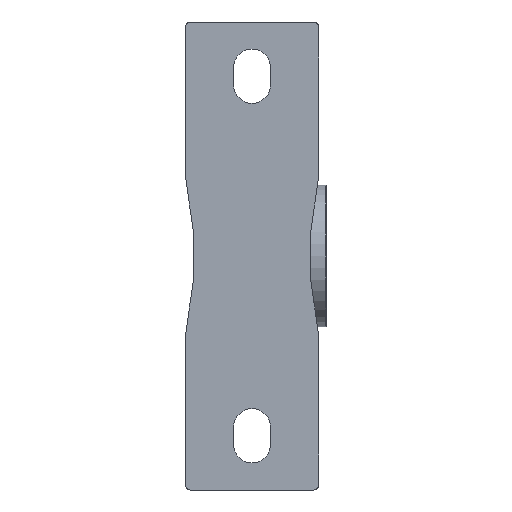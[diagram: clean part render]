
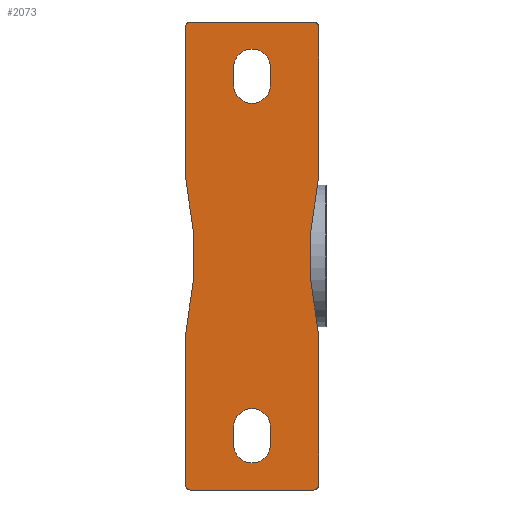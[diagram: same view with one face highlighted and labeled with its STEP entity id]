
A CAD part, front view. The second image highlights one B-rep face of the part: STEP entity #2073.
In plain terms, the highlighted planar face has unit normal (0, -1, 0).
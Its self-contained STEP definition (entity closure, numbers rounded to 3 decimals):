
#82=LINE('',#4048,#218);
#83=LINE('',#4053,#219);
#84=LINE('',#4059,#220);
#85=LINE('',#4063,#221);
#86=LINE('',#4071,#222);
#87=LINE('',#4075,#223);
#88=LINE('',#4079,#224);
#89=LINE('',#4087,#225);
#90=LINE('',#4091,#226);
#91=LINE('',#4095,#227);
#218=VECTOR('',#3288,1000.);
#219=VECTOR('',#3291,1000.);
#220=VECTOR('',#3296,1000.);
#221=VECTOR('',#3299,1000.);
#222=VECTOR('',#3306,1000.);
#223=VECTOR('',#3309,1000.);
#224=VECTOR('',#3312,1000.);
#225=VECTOR('',#3319,1000.);
#226=VECTOR('',#3322,1000.);
#227=VECTOR('',#3325,1000.);
#369=PLANE('',#2919);
#596=ORIENTED_EDGE('',*,*,#1118,.T.);
#597=ORIENTED_EDGE('',*,*,#1119,.T.);
#598=ORIENTED_EDGE('',*,*,#1120,.T.);
#599=ORIENTED_EDGE('',*,*,#1121,.T.);
#600=ORIENTED_EDGE('',*,*,#1122,.T.);
#601=ORIENTED_EDGE('',*,*,#1123,.T.);
#602=ORIENTED_EDGE('',*,*,#1124,.T.);
#603=ORIENTED_EDGE('',*,*,#1125,.T.);
#604=ORIENTED_EDGE('',*,*,#1126,.F.);
#605=ORIENTED_EDGE('',*,*,#1127,.T.);
#606=ORIENTED_EDGE('',*,*,#1128,.F.);
#607=ORIENTED_EDGE('',*,*,#1129,.T.);
#608=ORIENTED_EDGE('',*,*,#1130,.F.);
#609=ORIENTED_EDGE('',*,*,#1131,.T.);
#610=ORIENTED_EDGE('',*,*,#1132,.F.);
#611=ORIENTED_EDGE('',*,*,#1133,.F.);
#612=ORIENTED_EDGE('',*,*,#1134,.F.);
#613=ORIENTED_EDGE('',*,*,#1135,.T.);
#614=ORIENTED_EDGE('',*,*,#1136,.F.);
#615=ORIENTED_EDGE('',*,*,#1137,.F.);
#616=ORIENTED_EDGE('',*,*,#1138,.F.);
#617=ORIENTED_EDGE('',*,*,#1139,.F.);
#618=ORIENTED_EDGE('',*,*,#1140,.F.);
#619=ORIENTED_EDGE('',*,*,#1141,.T.);
#1118=EDGE_CURVE('',#1392,#1393,#82,.T.);
#1119=EDGE_CURVE('',#1393,#1394,#1559,.T.);
#1120=EDGE_CURVE('',#1394,#1395,#83,.T.);
#1121=EDGE_CURVE('',#1395,#1392,#1560,.T.);
#1122=EDGE_CURVE('',#1396,#1397,#1561,.T.);
#1123=EDGE_CURVE('',#1397,#1398,#84,.T.);
#1124=EDGE_CURVE('',#1398,#1399,#1562,.T.);
#1125=EDGE_CURVE('',#1399,#1396,#85,.T.);
#1126=EDGE_CURVE('',#1400,#1401,#1563,.T.);
#1127=EDGE_CURVE('',#1400,#1402,#1564,.T.);
#1128=EDGE_CURVE('',#1403,#1402,#1565,.T.);
#1129=EDGE_CURVE('',#1403,#1404,#86,.T.);
#1130=EDGE_CURVE('',#1405,#1404,#1566,.T.);
#1131=EDGE_CURVE('',#1405,#1406,#87,.T.);
#1132=EDGE_CURVE('',#1407,#1406,#1567,.T.);
#1133=EDGE_CURVE('',#1408,#1407,#88,.T.);
#1134=EDGE_CURVE('',#1409,#1408,#1568,.T.);
#1135=EDGE_CURVE('',#1409,#1410,#1569,.T.);
#1136=EDGE_CURVE('',#1411,#1410,#1570,.T.);
#1137=EDGE_CURVE('',#1412,#1411,#89,.T.);
#1138=EDGE_CURVE('',#1413,#1412,#1571,.T.);
#1139=EDGE_CURVE('',#1414,#1413,#90,.T.);
#1140=EDGE_CURVE('',#1415,#1414,#1572,.T.);
#1141=EDGE_CURVE('',#1415,#1401,#91,.T.);
#1392=VERTEX_POINT('',#4049);
#1393=VERTEX_POINT('',#4050);
#1394=VERTEX_POINT('',#4052);
#1395=VERTEX_POINT('',#4054);
#1396=VERTEX_POINT('',#4057);
#1397=VERTEX_POINT('',#4058);
#1398=VERTEX_POINT('',#4060);
#1399=VERTEX_POINT('',#4062);
#1400=VERTEX_POINT('',#4065);
#1401=VERTEX_POINT('',#4066);
#1402=VERTEX_POINT('',#4068);
#1403=VERTEX_POINT('',#4070);
#1404=VERTEX_POINT('',#4072);
#1405=VERTEX_POINT('',#4074);
#1406=VERTEX_POINT('',#4076);
#1407=VERTEX_POINT('',#4078);
#1408=VERTEX_POINT('',#4080);
#1409=VERTEX_POINT('',#4082);
#1410=VERTEX_POINT('',#4084);
#1411=VERTEX_POINT('',#4086);
#1412=VERTEX_POINT('',#4088);
#1413=VERTEX_POINT('',#4090);
#1414=VERTEX_POINT('',#4092);
#1415=VERTEX_POINT('',#4094);
#1559=CIRCLE('',#2920,7.5);
#1560=CIRCLE('',#2921,7.5);
#1561=CIRCLE('',#2922,7.5);
#1562=CIRCLE('',#2923,7.5);
#1563=CIRCLE('',#2924,3.);
#1564=CIRCLE('',#2925,145.04);
#1565=CIRCLE('',#2926,3.);
#1566=CIRCLE('',#2927,2.);
#1567=CIRCLE('',#2928,2.);
#1568=CIRCLE('',#2929,3.);
#1569=CIRCLE('',#2930,145.04);
#1570=CIRCLE('',#2931,3.);
#1571=CIRCLE('',#2932,2.);
#1572=CIRCLE('',#2933,2.);
#1694=EDGE_LOOP('',(#596,#597,#598,#599));
#1695=EDGE_LOOP('',(#600,#601,#602,#603));
#1696=EDGE_LOOP('',(#604,#605,#606,#607,#608,#609,#610,#611,#612,#613,#614,
#615,#616,#617,#618,#619));
#1876=FACE_BOUND('',#1694,.T.);
#1877=FACE_BOUND('',#1695,.T.);
#1878=FACE_BOUND('',#1696,.T.);
#2073=ADVANCED_FACE('',(#1876,#1877,#1878),#369,.F.);
#2919=AXIS2_PLACEMENT_3D('',#4047,#3286,#3287);
#2920=AXIS2_PLACEMENT_3D('',#4051,#3289,#3290);
#2921=AXIS2_PLACEMENT_3D('',#4055,#3292,#3293);
#2922=AXIS2_PLACEMENT_3D('',#4056,#3294,#3295);
#2923=AXIS2_PLACEMENT_3D('',#4061,#3297,#3298);
#2924=AXIS2_PLACEMENT_3D('',#4064,#3300,#3301);
#2925=AXIS2_PLACEMENT_3D('',#4067,#3302,#3303);
#2926=AXIS2_PLACEMENT_3D('',#4069,#3304,#3305);
#2927=AXIS2_PLACEMENT_3D('',#4073,#3307,#3308);
#2928=AXIS2_PLACEMENT_3D('',#4077,#3310,#3311);
#2929=AXIS2_PLACEMENT_3D('',#4081,#3313,#3314);
#2930=AXIS2_PLACEMENT_3D('',#4083,#3315,#3316);
#2931=AXIS2_PLACEMENT_3D('',#4085,#3317,#3318);
#2932=AXIS2_PLACEMENT_3D('',#4089,#3320,#3321);
#2933=AXIS2_PLACEMENT_3D('',#4093,#3323,#3324);
#3286=DIRECTION('',(0.,1.,0.));
#3287=DIRECTION('',(0.,0.,1.));
#3288=DIRECTION('',(0.,0.,1.));
#3289=DIRECTION('',(0.,1.,0.));
#3290=DIRECTION('',(1.,0.,0.));
#3291=DIRECTION('',(0.,0.,-1.));
#3292=DIRECTION('',(0.,1.,0.));
#3293=DIRECTION('',(1.,0.,0.));
#3294=DIRECTION('',(0.,1.,0.));
#3295=DIRECTION('',(1.,0.,0.));
#3296=DIRECTION('',(0.,0.,1.));
#3297=DIRECTION('',(0.,1.,0.));
#3298=DIRECTION('',(1.,0.,0.));
#3299=DIRECTION('',(0.,0.,-1.));
#3300=DIRECTION('',(0.,1.,0.));
#3301=DIRECTION('',(1.,0.,0.));
#3302=DIRECTION('',(0.,1.,0.));
#3303=DIRECTION('',(1.,0.,0.));
#3304=DIRECTION('',(0.,1.,0.));
#3305=DIRECTION('',(1.,0.,0.));
#3306=DIRECTION('',(0.,0.,-1.));
#3307=DIRECTION('',(0.,1.,0.));
#3308=DIRECTION('',(1.,0.,0.));
#3309=DIRECTION('',(1.,0.,0.));
#3310=DIRECTION('',(0.,1.,0.));
#3311=DIRECTION('',(1.,0.,0.));
#3312=DIRECTION('',(0.,0.,-1.));
#3313=DIRECTION('',(0.,1.,0.));
#3314=DIRECTION('',(1.,0.,0.));
#3315=DIRECTION('',(0.,1.,0.));
#3316=DIRECTION('',(1.,0.,0.));
#3317=DIRECTION('',(0.,1.,0.));
#3318=DIRECTION('',(1.,0.,0.));
#3319=DIRECTION('',(0.,0.,-1.));
#3320=DIRECTION('',(0.,1.,0.));
#3321=DIRECTION('',(1.,0.,0.));
#3322=DIRECTION('',(1.,0.,0.));
#3323=DIRECTION('',(0.,1.,0.));
#3324=DIRECTION('',(1.,0.,0.));
#3325=DIRECTION('',(0.,0.,-1.));
#4047=CARTESIAN_POINT('',(27.,-54.,95.));
#4048=CARTESIAN_POINT('',(-7.5,-54.,69.5));
#4049=CARTESIAN_POINT('',(-7.5,-54.,69.5));
#4050=CARTESIAN_POINT('',(-7.5,-54.,76.5));
#4051=CARTESIAN_POINT('',(0.,-54.,76.5));
#4052=CARTESIAN_POINT('',(7.5,-54.,76.5));
#4053=CARTESIAN_POINT('',(7.5,-54.,76.5));
#4054=CARTESIAN_POINT('',(7.5,-54.,69.5));
#4055=CARTESIAN_POINT('',(0.,-54.,69.5));
#4056=CARTESIAN_POINT('',(0.,-54.,-76.5));
#4057=CARTESIAN_POINT('',(7.5,-54.,-76.5));
#4058=CARTESIAN_POINT('',(-7.5,-54.,-76.5));
#4059=CARTESIAN_POINT('',(-7.5,-54.,-76.5));
#4060=CARTESIAN_POINT('',(-7.5,-54.,-69.5));
#4061=CARTESIAN_POINT('',(0.,-54.,-69.5));
#4062=CARTESIAN_POINT('',(7.5,-54.,-69.5));
#4063=CARTESIAN_POINT('',(7.5,-54.,-69.5));
#4064=CARTESIAN_POINT('',(-24.,-54.,31.955));
#4065=CARTESIAN_POINT('',(-26.929,-54.,31.308));
#4066=CARTESIAN_POINT('',(-27.,-54.,31.955));
#4067=CARTESIAN_POINT('',(-168.55,-54.,0.));
#4068=CARTESIAN_POINT('',(-26.929,-54.,-31.308));
#4069=CARTESIAN_POINT('',(-24.,-54.,-31.955));
#4070=CARTESIAN_POINT('',(-27.,-54.,-31.955));
#4071=CARTESIAN_POINT('',(-27.,-54.,95.));
#4072=CARTESIAN_POINT('',(-27.,-54.,-93.));
#4073=CARTESIAN_POINT('',(-25.,-54.,-93.));
#4074=CARTESIAN_POINT('',(-25.,-54.,-95.));
#4075=CARTESIAN_POINT('',(-27.,-54.,-95.));
#4076=CARTESIAN_POINT('',(25.,-54.,-95.));
#4077=CARTESIAN_POINT('',(25.,-54.,-93.));
#4078=CARTESIAN_POINT('',(27.,-54.,-93.));
#4079=CARTESIAN_POINT('',(27.,-54.,95.));
#4080=CARTESIAN_POINT('',(27.,-54.,-31.955));
#4081=CARTESIAN_POINT('',(24.,-54.,-31.955));
#4082=CARTESIAN_POINT('',(26.929,-54.,-31.308));
#4083=CARTESIAN_POINT('',(168.55,-54.,0.));
#4084=CARTESIAN_POINT('',(26.929,-54.,31.308));
#4085=CARTESIAN_POINT('',(24.,-54.,31.955));
#4086=CARTESIAN_POINT('',(27.,-54.,31.955));
#4087=CARTESIAN_POINT('',(27.,-54.,95.));
#4088=CARTESIAN_POINT('',(27.,-54.,93.));
#4089=CARTESIAN_POINT('',(25.,-54.,93.));
#4090=CARTESIAN_POINT('',(25.,-54.,95.));
#4091=CARTESIAN_POINT('',(-27.,-54.,95.));
#4092=CARTESIAN_POINT('',(-25.,-54.,95.));
#4093=CARTESIAN_POINT('',(-25.,-54.,93.));
#4094=CARTESIAN_POINT('',(-27.,-54.,93.));
#4095=CARTESIAN_POINT('',(-27.,-54.,95.));
